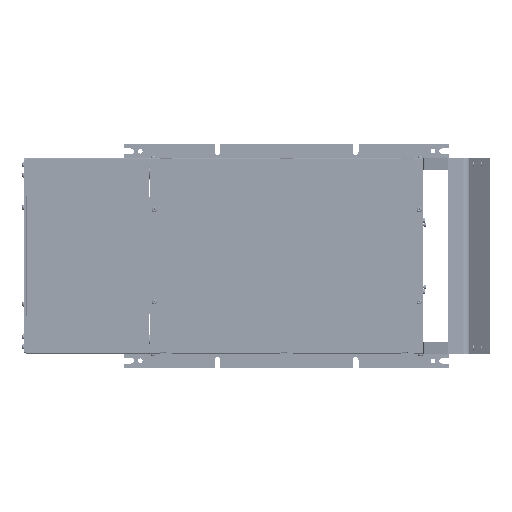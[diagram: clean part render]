
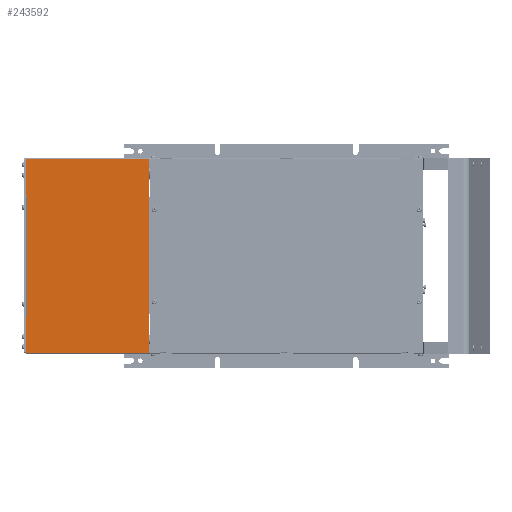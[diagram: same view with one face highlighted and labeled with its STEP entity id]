
A CAD part, top view. The second image highlights one B-rep face of the part: STEP entity #243592.
In plain terms, the highlighted planar face has unit normal (0, 0, 1).
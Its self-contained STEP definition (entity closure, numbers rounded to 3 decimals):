
#2188=PLANE('',#257357);
#12095=FACE_OUTER_BOUND('',#25161,.T.);
#25161=EDGE_LOOP('',(#160966,#160967,#160968,#160969,#160970,#160971,#160972,
#160973,#160974,#160975,#160976,#160977));
#42874=LINE('',#343799,#67117);
#43040=LINE('',#344165,#67283);
#43052=LINE('',#344195,#67295);
#43055=LINE('',#344201,#67298);
#43058=LINE('',#344206,#67301);
#43060=LINE('',#344210,#67303);
#43061=LINE('',#344212,#67304);
#43062=LINE('',#344214,#67305);
#43063=LINE('',#344216,#67306);
#43064=LINE('',#344218,#67307);
#43065=LINE('',#344220,#67308);
#43066=LINE('',#344221,#67309);
#67117=VECTOR('',#279137,10.);
#67283=VECTOR('',#279469,10.);
#67295=VECTOR('',#279503,10.);
#67298=VECTOR('',#279508,10.);
#67301=VECTOR('',#279513,10.);
#67303=VECTOR('',#279517,10.);
#67304=VECTOR('',#279518,10.);
#67305=VECTOR('',#279519,10.);
#67306=VECTOR('',#279520,10.);
#67307=VECTOR('',#279521,10.);
#67308=VECTOR('',#279522,10.);
#67309=VECTOR('',#279523,10.);
#99868=VERTEX_POINT('',#343796);
#99869=VERTEX_POINT('',#343798);
#99985=VERTEX_POINT('',#344162);
#99986=VERTEX_POINT('',#344164);
#99993=VERTEX_POINT('',#344194);
#99995=VERTEX_POINT('',#344200);
#99997=VERTEX_POINT('',#344209);
#99998=VERTEX_POINT('',#344211);
#99999=VERTEX_POINT('',#344213);
#100000=VERTEX_POINT('',#344215);
#100001=VERTEX_POINT('',#344217);
#100002=VERTEX_POINT('',#344219);
#123713=EDGE_CURVE('',#99868,#99869,#42874,.T.);
#123900=EDGE_CURVE('',#99986,#99985,#43040,.T.);
#123915=EDGE_CURVE('',#99993,#99986,#43052,.T.);
#123918=EDGE_CURVE('',#99868,#99995,#43055,.T.);
#123921=EDGE_CURVE('',#99995,#99993,#43058,.T.);
#123923=EDGE_CURVE('',#99985,#99997,#43060,.T.);
#123924=EDGE_CURVE('',#99997,#99998,#43061,.T.);
#123925=EDGE_CURVE('',#99998,#99999,#43062,.T.);
#123926=EDGE_CURVE('',#100000,#99999,#43063,.T.);
#123927=EDGE_CURVE('',#100000,#100001,#43064,.T.);
#123928=EDGE_CURVE('',#100002,#100001,#43065,.T.);
#123929=EDGE_CURVE('',#100002,#99869,#43066,.T.);
#160966=ORIENTED_EDGE('',*,*,#123918,.T.);
#160967=ORIENTED_EDGE('',*,*,#123921,.T.);
#160968=ORIENTED_EDGE('',*,*,#123915,.T.);
#160969=ORIENTED_EDGE('',*,*,#123900,.T.);
#160970=ORIENTED_EDGE('',*,*,#123923,.T.);
#160971=ORIENTED_EDGE('',*,*,#123924,.T.);
#160972=ORIENTED_EDGE('',*,*,#123925,.T.);
#160973=ORIENTED_EDGE('',*,*,#123926,.F.);
#160974=ORIENTED_EDGE('',*,*,#123927,.T.);
#160975=ORIENTED_EDGE('',*,*,#123928,.F.);
#160976=ORIENTED_EDGE('',*,*,#123929,.T.);
#160977=ORIENTED_EDGE('',*,*,#123713,.F.);
#243592=ADVANCED_FACE('',(#12095),#2188,.T.);
#257357=AXIS2_PLACEMENT_3D('',#344208,#279515,#279516);
#279137=DIRECTION('',(0.,1.,0.));
#279469=DIRECTION('',(0.,-1.,0.));
#279503=DIRECTION('',(-1.,0.,0.));
#279508=DIRECTION('',(1.,0.,0.));
#279513=DIRECTION('',(0.,-1.,0.));
#279515=DIRECTION('center_axis',(0.,0.,
1.));
#279516=DIRECTION('ref_axis',(0.,-1.,0.));
#279517=DIRECTION('',(1.,0.,0.));
#279518=DIRECTION('',(0.,-1.,0.));
#279519=DIRECTION('',(-1.,0.,0.));
#279520=DIRECTION('',(0.,1.,0.));
#279521=DIRECTION('',(1.,0.,0.));
#279522=DIRECTION('',(0.,-1.,0.));
#279523=DIRECTION('',(-1.,0.,0.));
#343796=CARTESIAN_POINT('',(-501.173,368.049,33.473));
#343798=CARTESIAN_POINT('',(-501.173,429.449,33.486));
#343799=CARTESIAN_POINT('',(-501.173,431.049,33.487));
#344162=CARTESIAN_POINT('',(-499.173,165.049,33.427));
#344164=CARTESIAN_POINT('',(-499.173,367.049,33.472));
#344165=CARTESIAN_POINT('',(-499.173,316.549,33.461));
#344194=CARTESIAN_POINT('',(-498.673,367.049,33.472));
#344195=CARTESIAN_POINT('',(-447.923,367.049,33.461));
#344200=CARTESIAN_POINT('',(-498.673,368.049,33.472));
#344201=CARTESIAN_POINT('',(-449.173,368.049,33.461));
#344206=CARTESIAN_POINT('',(-498.673,317.049,33.461));
#344208=CARTESIAN_POINT('Origin',(-397.173,266.049,33.427));
#344209=CARTESIAN_POINT('',(-498.673,165.049,33.427));
#344210=CARTESIAN_POINT('',(-449.173,165.049,33.416));
#344211=CARTESIAN_POINT('',(-498.673,164.049,33.427));
#344212=CARTESIAN_POINT('',(-498.673,215.549,33.438));
#344213=CARTESIAN_POINT('',(-501.173,164.049,33.428));
#344214=CARTESIAN_POINT('',(-447.923,164.049,33.416));
#344215=CARTESIAN_POINT('',(-501.173,102.649,33.414));
#344216=CARTESIAN_POINT('',(-501.173,431.049,33.487));
#344217=CARTESIAN_POINT('',(-293.173,102.649,33.368));
#344218=CARTESIAN_POINT('',(-449.173,102.649,33.402));
#344219=CARTESIAN_POINT('',(-293.173,429.449,33.44));
#344220=CARTESIAN_POINT('',(-293.173,101.049,33.368));
#344221=CARTESIAN_POINT('',(-345.173,429.449,33.452));
